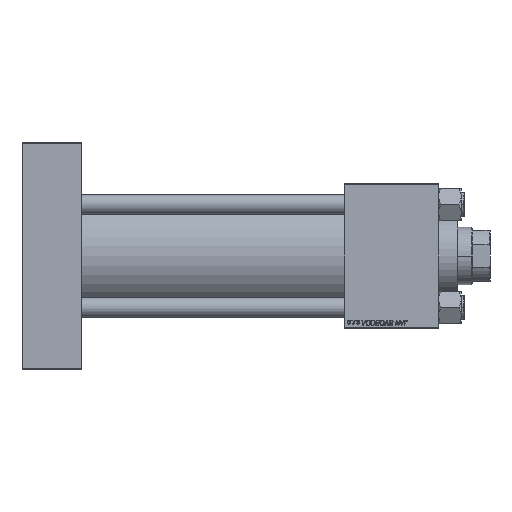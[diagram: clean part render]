
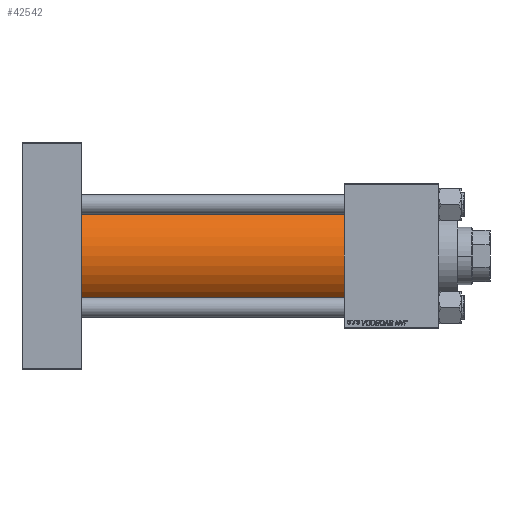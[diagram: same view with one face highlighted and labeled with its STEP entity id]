
A CAD part, front view. The second image highlights one B-rep face of the part: STEP entity #42542.
In plain terms, the highlighted cylindrical face has radius 34.5 mm (diameter 69 mm), a partial arc.
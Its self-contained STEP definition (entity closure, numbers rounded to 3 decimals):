
#1175 = LINE ( 'NONE', #8287, #43499 ) ;
#8287 = CARTESIAN_POINT ( 'NONE',  ( 201., 0., -34.5 ) ) ;
#9027 = DIRECTION ( 'NONE',  ( -1., 0., 0. ) ) ;
#9148 = DIRECTION ( 'NONE',  ( 0., 0., 1. ) ) ;
#9561 = ORIENTED_EDGE ( 'NONE', *, *, #44992, .F. ) ;
#10909 = CARTESIAN_POINT ( 'NONE',  ( 201., 0., 0. ) ) ;
#10920 = ORIENTED_EDGE ( 'NONE', *, *, #11479, .T. ) ;
#11037 = DIRECTION ( 'NONE',  ( -1., 0., 0. ) ) ;
#11479 = EDGE_CURVE ( 'NONE', #27626, #35049, #42770, .T. ) ;
#13415 = AXIS2_PLACEMENT_3D ( 'NONE', #10909, #41894, #22608 ) ;
#14381 = AXIS2_PLACEMENT_3D ( 'NONE', #31069, #19631, #46781 ) ;
#17472 = CIRCLE ( 'NONE', #14381, 34.5 ) ;
#19631 = DIRECTION ( 'NONE',  ( 1., 0., 0. ) ) ;
#21331 = DIRECTION ( 'NONE',  ( 1., 0., 0. ) ) ;
#22608 = DIRECTION ( 'NONE',  ( 0., 0., 1. ) ) ;
#23776 = ORIENTED_EDGE ( 'NONE', *, *, #24032, .T. ) ;
#24032 = EDGE_CURVE ( 'NONE', #35049, #34638, #35660, .T. ) ;
#27626 = VERTEX_POINT ( 'NONE', #42784 ) ;
#28213 = CARTESIAN_POINT ( 'NONE',  ( 37., 0., 0. ) ) ;
#30232 = FACE_OUTER_BOUND ( 'NONE', #47050, .T. ) ;
#30646 = VERTEX_POINT ( 'NONE', #49086 ) ;
#31069 = CARTESIAN_POINT ( 'NONE',  ( 201., 0., 0. ) ) ;
#34638 = VERTEX_POINT ( 'NONE', #47247 ) ;
#35049 = VERTEX_POINT ( 'NONE', #44309 ) ;
#35660 = CIRCLE ( 'NONE', #36446, 34.5 ) ;
#36446 = AXIS2_PLACEMENT_3D ( 'NONE', #28213, #21331, #9148 ) ;
#40062 = ORIENTED_EDGE ( 'NONE', *, *, #43399, .F. ) ;
#41894 = DIRECTION ( 'NONE',  ( -1., 0., 0. ) ) ;
#42542 = ADVANCED_FACE ( 'NONE', ( #30232 ), #45704, .T. ) ;
#42770 = LINE ( 'NONE', #45829, #47975 ) ;
#42784 = CARTESIAN_POINT ( 'NONE',  ( 201., 0., 34.5 ) ) ;
#43399 = EDGE_CURVE ( 'NONE', #27626, #30646, #17472, .T. ) ;
#43499 = VECTOR ( 'NONE', #9027, 1000. ) ;
#44309 = CARTESIAN_POINT ( 'NONE',  ( 37., 0., 34.5 ) ) ;
#44992 = EDGE_CURVE ( 'NONE', #30646, #34638, #1175, .T. ) ;
#45704 = CYLINDRICAL_SURFACE ( 'NONE', #13415, 34.5 ) ;
#45829 = CARTESIAN_POINT ( 'NONE',  ( 201., 0., 34.5 ) ) ;
#46781 = DIRECTION ( 'NONE',  ( 0., 0., -1. ) ) ;
#47050 = EDGE_LOOP ( 'NONE', ( #9561, #40062, #10920, #23776 ) ) ;
#47247 = CARTESIAN_POINT ( 'NONE',  ( 37., 0., -34.5 ) ) ;
#47975 = VECTOR ( 'NONE', #11037, 1000. ) ;
#49086 = CARTESIAN_POINT ( 'NONE',  ( 201., 0., -34.5 ) ) ;
